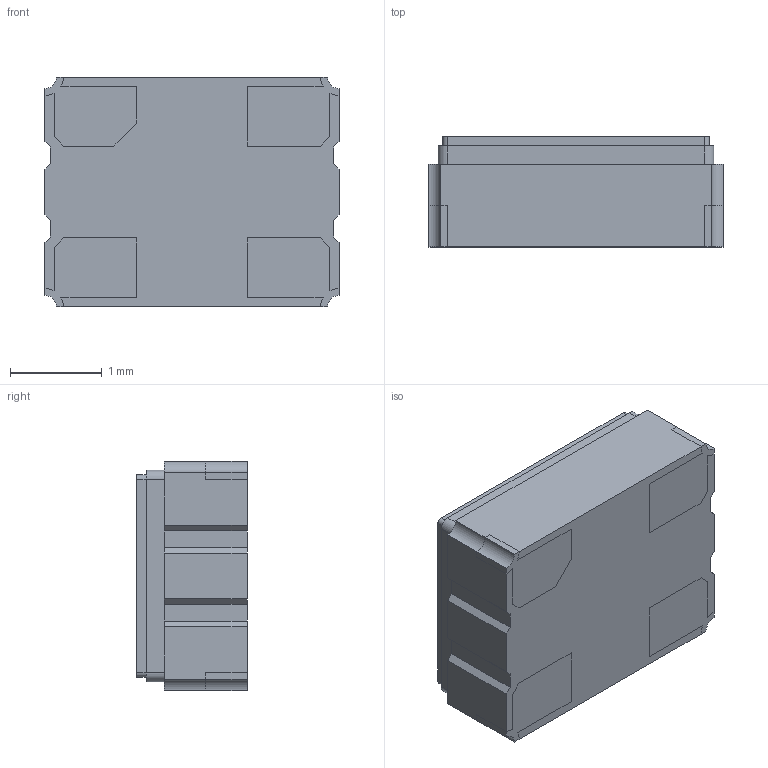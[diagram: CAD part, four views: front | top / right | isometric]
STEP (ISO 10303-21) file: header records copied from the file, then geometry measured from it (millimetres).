
FILE_DESCRIPTION (( 'STEP AP214' ), '1' );
FILE_NAME ('ECS-327MVATX-3-CN-TR.STEP', '2024-10-31T13:18:46', ( 'LENOVO' ), ( '' ), 'SwSTEP 2.0', 'SolidWorks 2021', '' );
FILE_SCHEMA (( 'AUTOMOTIVE_DESIGN' ));
Length unit declared in the file: millimetre
Products named in the file (1): ECS-327MVATX-3-CN-TR
Bounding box: 3.2 x 1.2 x 2.5 mm (x, y, z)
Volume: 9.1 mm3; surface area: 71.5 mm2
Topology: 8 solids, 8 shells, 135 faces, 354 edges, 236 vertices
Faces by surface type: plane 99, cylinder 36
Entity records: 4237 total; most frequent: CARTESIAN_POINT 726, ORIENTED_EDGE 708, DIRECTION 698, EDGE_CURVE 354, LINE 282, VECTOR 282, VERTEX_POINT 236, AXIS2_PLACEMENT_3D 208
